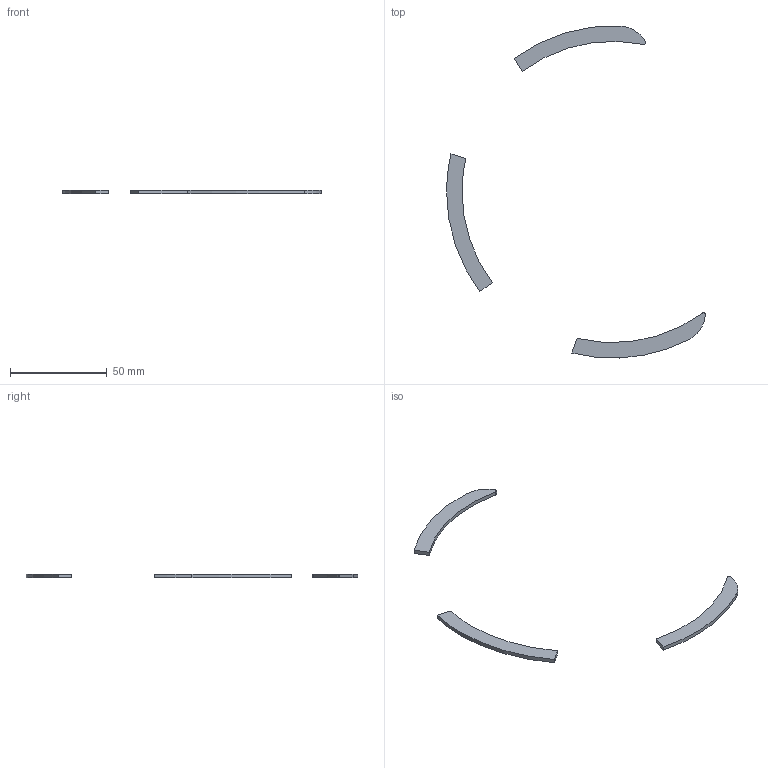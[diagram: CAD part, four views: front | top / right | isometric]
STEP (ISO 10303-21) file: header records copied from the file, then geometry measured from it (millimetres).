
FILE_DESCRIPTION(('HOOPS Exchange Step'),'2;1');
FILE_NAME('temp_export','2023-08-19T17:06:18-05:00',('mobile'),('Shapr3D Limited'),'HOOPS Exchange 2023.2','Shapr3D','Authorized');
FILE_SCHEMA( ('AUTOMOTIVE_DESIGN { 1 0 10303 214 1 1 1 1 }') );
Length unit declared in the file: millimetre
Products named in the file (3): GLYPHED; Mk4SideB; root
Assembly tree (2 placements, depth 3):
  root
    Mk4SideB
      GLYPHED
Bounding box: 133.96 x 171.85 x 2 mm (x, y, z)
Volume: 3318.3 mm3; surface area: 4252.2 mm2
Topology: 3 solids, 3 shells, 24 faces, 54 edges, 36 vertices
Faces by surface type: cylinder 13, plane 11
Entity records: 744 total; most frequent: DIRECTION 134, CARTESIAN_POINT 117, ORIENTED_EDGE 108, EDGE_CURVE 54, AXIS2_PLACEMENT_3D 53, VERTEX_POINT 36, VECTOR 28, LINE 28
